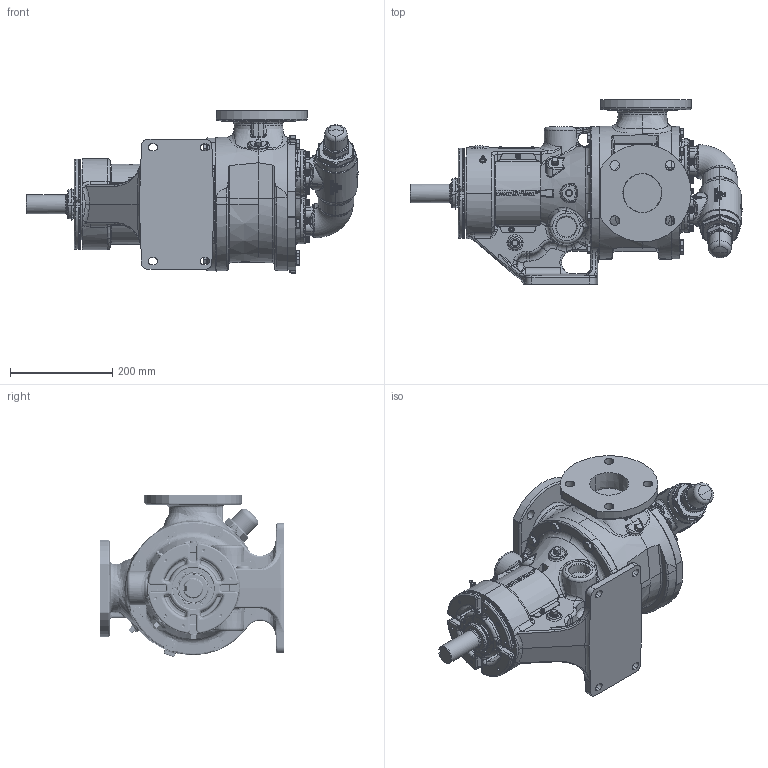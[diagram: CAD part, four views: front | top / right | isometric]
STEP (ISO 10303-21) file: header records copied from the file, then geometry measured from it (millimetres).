
FILE_DESCRIPTION (( 'STEP AP214' ), '1' );
FILE_NAME ('LV-4862.step', '2025-12-05T13:46:58', ( '' ), ( '' ), 'SwSTEP 2.0', 'SolidWorks 2024', '' );
FILE_SCHEMA (( 'AUTOMOTIVE_DESIGN' ));
Products named in the file (1): LV-4862
Bounding box: 648.46 x 360.43 x 317.29 mm (x, y, z)
Volume: 17280385.4 mm3; surface area: 954056.2 mm2
Topology: 1 solids, 1 shells, 5315 faces, 13739 edges, 8561 vertices
Faces by surface type: plane 1761, bspline 1533, cylinder 1072, cone 670, torus 198, sphere 81
Entity records: 251756 total; most frequent: CARTESIAN_POINT 135219, ORIENTED_EDGE 27212, DIRECTION 20098, EDGE_CURVE 13606, VERTEX_POINT 8556, AXIS2_PLACEMENT_3D 7592, EDGE_LOOP 5634, FACE_OUTER_BOUND 5315
